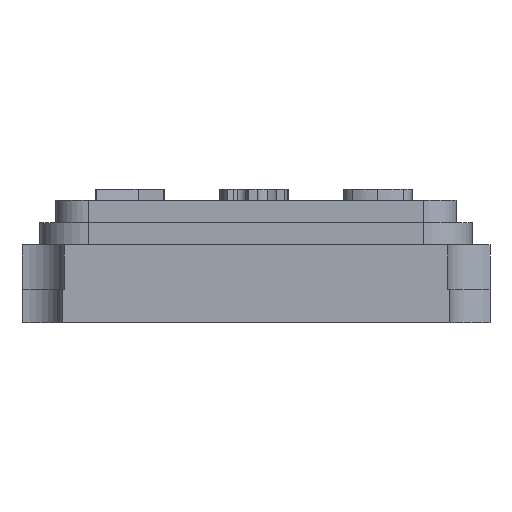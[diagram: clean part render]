
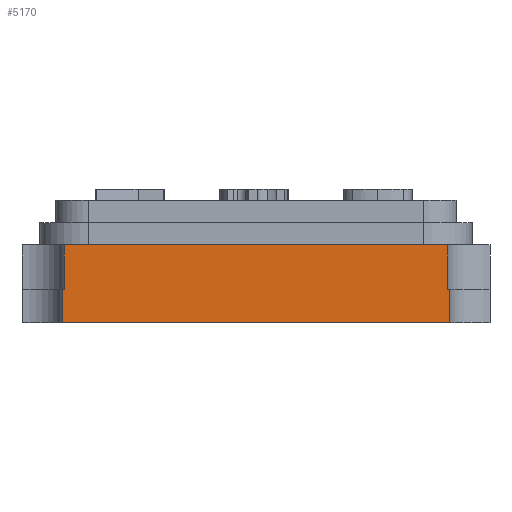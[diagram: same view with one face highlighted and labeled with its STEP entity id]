
A CAD part, left-side view. The second image highlights one B-rep face of the part: STEP entity #5170.
In plain terms, the highlighted planar face has unit normal (-1, 0, 0).
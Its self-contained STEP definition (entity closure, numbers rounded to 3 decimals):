
#783=FACE_OUTER_BOUND('',#1072,.T.);
#1072=EDGE_LOOP('',(#4520,#4521,#4522,#4523,#4524,#4525,#4526,#4527));
#1426=LINE('',#9868,#1829);
#1448=LINE('',#9946,#1851);
#1462=LINE('',#9984,#1865);
#1479=LINE('',#10016,#1882);
#1480=LINE('',#10019,#1883);
#1481=LINE('',#10020,#1884);
#1482=LINE('',#10022,#1885);
#1483=LINE('',#10023,#1886);
#1829=VECTOR('',#5876,1000.);
#1851=VECTOR('',#5952,1000.);
#1865=VECTOR('',#5994,1000.);
#1882=VECTOR('',#6023,1000.);
#1883=VECTOR('',#6026,1000.);
#1884=VECTOR('',#6027,1000.);
#1885=VECTOR('',#6028,1000.);
#1886=VECTOR('',#6029,1000.);
#2321=VERTEX_POINT('',#9866);
#2322=VERTEX_POINT('',#9867);
#2350=VERTEX_POINT('',#9943);
#2351=VERTEX_POINT('',#9945);
#2361=VERTEX_POINT('',#9983);
#2370=VERTEX_POINT('',#10014);
#2371=VERTEX_POINT('',#10018);
#2372=VERTEX_POINT('',#10021);
#3018=EDGE_CURVE('',#2321,#2322,#1426,.T.);
#3055=EDGE_CURVE('',#2351,#2350,#1448,.T.);
#3074=EDGE_CURVE('',#2361,#2322,#1462,.T.);
#3093=EDGE_CURVE('',#2370,#2361,#1479,.T.);
#3094=EDGE_CURVE('',#2371,#2350,#1480,.T.);
#3095=EDGE_CURVE('',#2371,#2321,#1481,.T.);
#3096=EDGE_CURVE('',#2372,#2370,#1482,.T.);
#3097=EDGE_CURVE('',#2372,#2351,#1483,.T.);
#4520=ORIENTED_EDGE('',*,*,#3094,.F.);
#4521=ORIENTED_EDGE('',*,*,#3095,.T.);
#4522=ORIENTED_EDGE('',*,*,#3018,.T.);
#4523=ORIENTED_EDGE('',*,*,#3074,.F.);
#4524=ORIENTED_EDGE('',*,*,#3093,.F.);
#4525=ORIENTED_EDGE('',*,*,#3096,.F.);
#4526=ORIENTED_EDGE('',*,*,#3097,.T.);
#4527=ORIENTED_EDGE('',*,*,#3055,.T.);
#4659=PLANE('',#5332);
#5170=ADVANCED_FACE('',(#783),#4659,.T.);
#5332=AXIS2_PLACEMENT_3D('',#10017,#6024,#6025);
#5876=DIRECTION('',(0.,0.,-1.));
#5952=DIRECTION('',(0.,1.,0.));
#5994=DIRECTION('',(0.,1.,0.));
#6023=DIRECTION('',(0.,0.,-1.));
#6024=DIRECTION('center_axis',(-1.,0.,0.));
#6025=DIRECTION('ref_axis',(0.,0.,1.));
#6026=DIRECTION('',(0.,0.,1.));
#6027=DIRECTION('',(0.,1.,0.));
#6028=DIRECTION('',(0.,-1.,0.));
#6029=DIRECTION('',(0.,0.,1.));
#9866=CARTESIAN_POINT('',(-1.3,0.87,0.15));
#9867=CARTESIAN_POINT('',(-1.3,0.87,0.));
#9868=CARTESIAN_POINT('',(-1.3,0.87,0.55));
#9943=CARTESIAN_POINT('',(-1.3,0.86,0.35));
#9945=CARTESIAN_POINT('',(-1.3,-0.86,0.35));
#9946=CARTESIAN_POINT('',(-1.3,0.,0.35));
#9983=CARTESIAN_POINT('',(-1.3,-0.87,0.));
#9984=CARTESIAN_POINT('',(-1.3,0.,0.));
#10014=CARTESIAN_POINT('',(-1.3,-0.87,0.15));
#10016=CARTESIAN_POINT('',(-1.3,-0.87,0.55));
#10017=CARTESIAN_POINT('Origin',(-1.3,0.,0.55));
#10018=CARTESIAN_POINT('',(-1.3,0.86,0.15));
#10019=CARTESIAN_POINT('',(-1.3,0.86,0.15));
#10020=CARTESIAN_POINT('',(-1.3,0.,0.15));
#10021=CARTESIAN_POINT('',(-1.3,-0.86,0.15));
#10022=CARTESIAN_POINT('',(-1.3,-0.86,0.15));
#10023=CARTESIAN_POINT('',(-1.3,-0.86,0.15));
